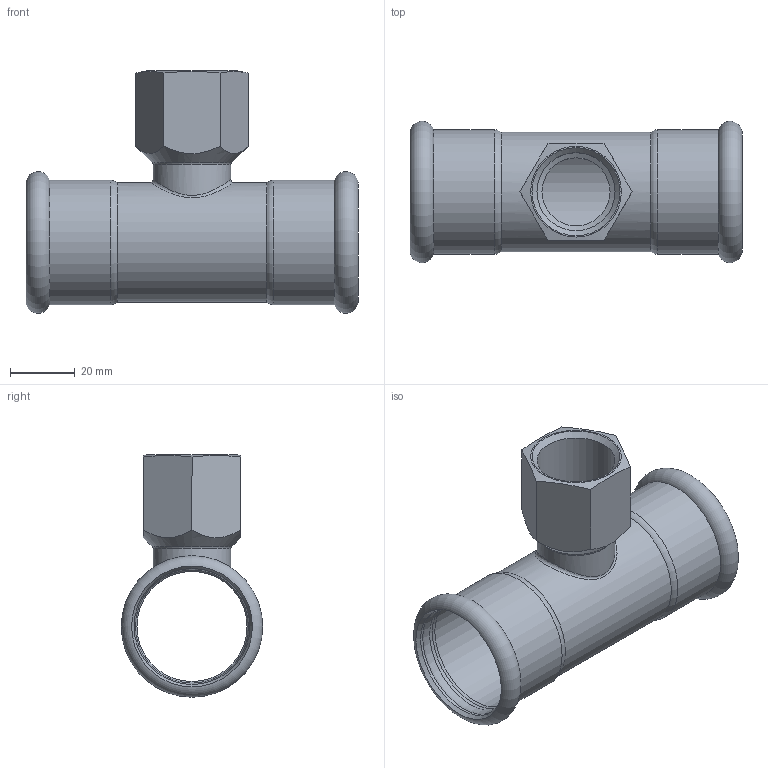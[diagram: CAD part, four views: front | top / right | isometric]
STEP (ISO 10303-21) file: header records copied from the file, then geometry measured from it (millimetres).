
FILE_DESCRIPTION(/* description */ ('TEE CON DERIVAZIONE FILETTATA FEMMINA 3/4"x35'),/* implementation_level */ '2;1');
FILE_NAME(/* name */ '189304035_Inoxpres.stp',/* time_stamp */ '2022-10-12T08:26:29+02:00',/* author */ ('Vault'),/* organization */ ('Raccorderie metalliche s.p.a. '),/* preprocessor_version */ 'ST-DEVELOPER v18.1',/* originating_system */ 'Autodesk Inventor 2020',/* authorisation */ 'Raccorderie metalliche s.p.a. ');
FILE_SCHEMA (('AUTOMOTIVE_DESIGN { 1 0 10303 214 3 1 1 }'));
Length unit declared in the file: millimetre
Products named in the file (1): 189304035_Inoxpres
Bounding box: 102.5 x 43.68 x 74.84 mm (x, y, z)
Volume: 30275.7 mm3; surface area: 30157.2 mm2
Topology: 1 solids, 1 shells, 41 faces, 135 edges, 96 vertices
Faces by surface type: cylinder 14, torus 11, plane 8, cone 6, bspline 2
Full cylindrical faces by diameter (mm): 21 x1, 21.6 x1, 24 x1, 24.117 x1, 34 x1, 35.4 x2, 35.8 x4, 37 x1, 38.4 x2
Entity records: 1902 total; most frequent: CARTESIAN_POINT 602, DIRECTION 290, ORIENTED_EDGE 274, EDGE_CURVE 137, AXIS2_PLACEMENT_3D 131, VERTEX_POINT 98, CIRCLE 91, EDGE_LOOP 45
